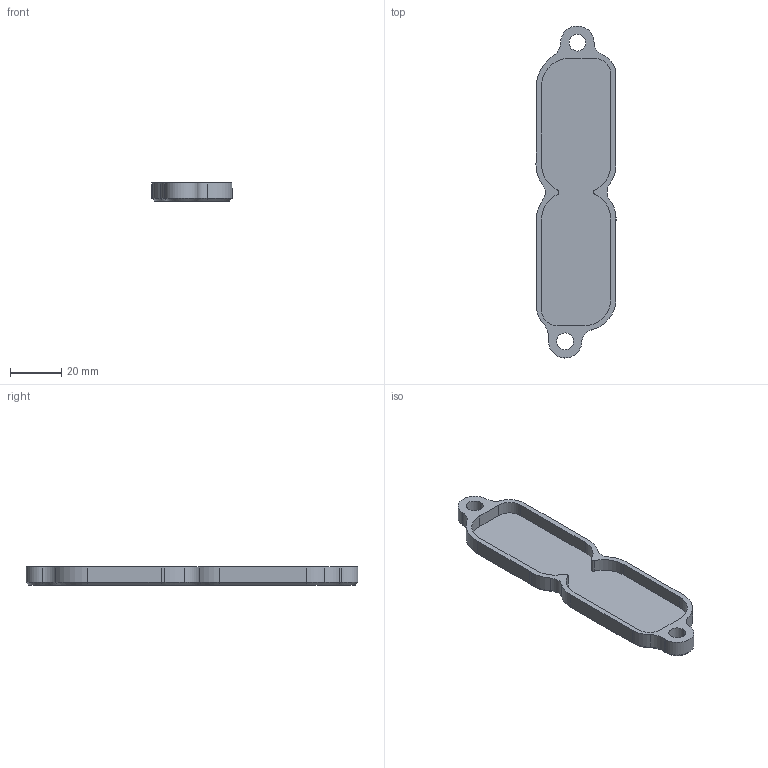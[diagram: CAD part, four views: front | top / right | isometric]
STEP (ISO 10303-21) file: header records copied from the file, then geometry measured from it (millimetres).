
FILE_DESCRIPTION (( 'STEP AP214' ), '1' );
FILE_NAME ('Kit AIS Honda.STEP', '2023-01-10T14:36:33', ( '' ), ( '' ), 'SwSTEP 2.0', 'SolidWorks 2023', '' );
FILE_SCHEMA (( 'AUTOMOTIVE_DESIGN' ));
Length unit declared in the file: millimetre
Products named in the file (1): Kit AIS Honda
Bounding box: 31.13 x 129 x 7 mm (x, y, z)
Volume: 9854.4 mm3; surface area: 10411 mm2
Topology: 1 solids, 1 shells, 171 faces, 474 edges, 309 vertices
Faces by surface type: plane 65, bspline 54, cylinder 34, cone 18
Entity records: 7448 total; most frequent: CARTESIAN_POINT 3355, ORIENTED_EDGE 948, DIRECTION 683, EDGE_CURVE 474, VERTEX_POINT 309, VECTOR 273, LINE 273, AXIS2_PLACEMENT_3D 205
